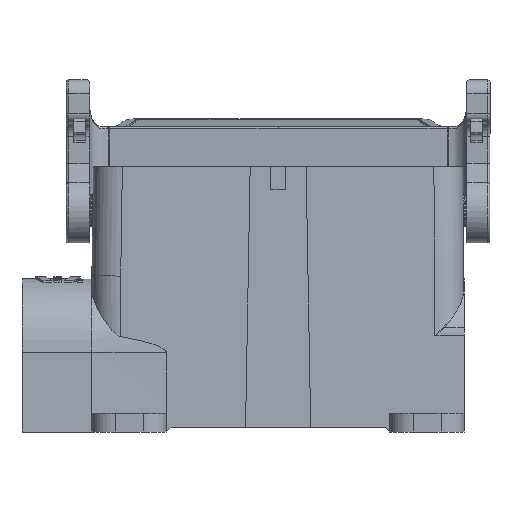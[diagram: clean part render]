
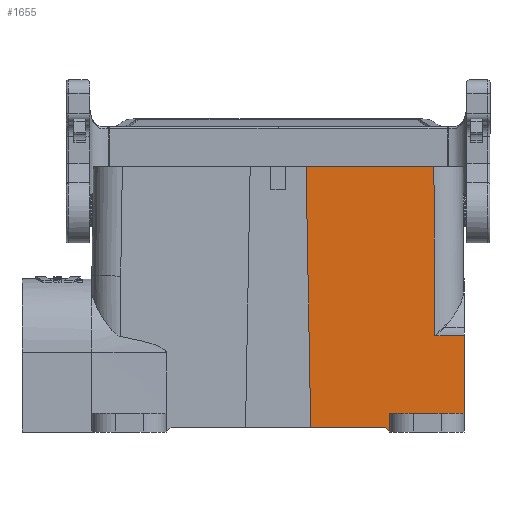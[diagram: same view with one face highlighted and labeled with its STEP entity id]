
A CAD part, front view. The second image highlights one B-rep face of the part: STEP entity #1655.
In plain terms, the highlighted planar face has unit normal (0, -1, 0.007).
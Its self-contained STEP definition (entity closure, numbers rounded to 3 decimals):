
#1008=FACE_OUTER_BOUND('',#2521,.T.);
#1655=ADVANCED_FACE('',(#1008),#2115,.T.);
#2115=PLANE('',#11818);
#2521=EDGE_LOOP('',(#3278,#3279,#3280,#3281,#3282,#3283,#3284,#3285,#3286));
#3278=ORIENTED_EDGE('',*,*,#6285,.F.);
#3279=ORIENTED_EDGE('',*,*,#6286,.T.);
#3280=ORIENTED_EDGE('',*,*,#6287,.T.);
#3281=ORIENTED_EDGE('',*,*,#6271,.T.);
#3282=ORIENTED_EDGE('',*,*,#6288,.F.);
#3283=ORIENTED_EDGE('',*,*,#6289,.T.);
#3284=ORIENTED_EDGE('',*,*,#6290,.T.);
#3285=ORIENTED_EDGE('',*,*,#6204,.F.);
#3286=ORIENTED_EDGE('',*,*,#6291,.T.);
#5447=VERTEX_POINT('',#16685);
#5448=VERTEX_POINT('',#16687);
#5497=VERTEX_POINT('',#16875);
#5499=VERTEX_POINT('',#16878);
#5509=VERTEX_POINT('',#16904);
#5510=VERTEX_POINT('',#16905);
#5511=VERTEX_POINT('',#16907);
#5512=VERTEX_POINT('',#16910);
#5513=VERTEX_POINT('',#16912);
#6204=EDGE_CURVE('',#5447,#5448,#9362,.T.);
#6271=EDGE_CURVE('',#5499,#5497,#9397,.T.);
#6285=EDGE_CURVE('',#5509,#5510,#9407,.T.);
#6286=EDGE_CURVE('',#5509,#5511,#9408,.T.);
#6287=EDGE_CURVE('',#5511,#5499,#9409,.T.);
#6288=EDGE_CURVE('',#5512,#5497,#9410,.T.);
#6289=EDGE_CURVE('',#5512,#5513,#9411,.T.);
#6290=EDGE_CURVE('',#5513,#5448,#9412,.T.);
#6291=EDGE_CURVE('',#5447,#5510,#9413,.T.);
#9362=LINE('',#16686,#10077);
#9397=LINE('',#16877,#10112);
#9407=LINE('',#16903,#10122);
#9408=LINE('',#16906,#10123);
#9409=LINE('',#16908,#10124);
#9410=LINE('',#16909,#10125);
#9411=LINE('',#16911,#10126);
#9412=LINE('',#16913,#10127);
#9413=LINE('',#16914,#10128);
#10077=VECTOR('',#12659,1.);
#10112=VECTOR('',#12758,1.);
#10122=VECTOR('',#12780,1.);
#10123=VECTOR('',#12781,1.);
#10124=VECTOR('',#12782,1.);
#10125=VECTOR('',#12783,1.);
#10126=VECTOR('',#12784,1.);
#10127=VECTOR('',#12785,1.);
#10128=VECTOR('',#12786,1.);
#11818=AXIS2_PLACEMENT_3D('',#16915,#12787,#12788);
#12659=DIRECTION('',(0.,-0.007,-1.));
#12758=DIRECTION('',(-1.,0.,0.));
#12780=DIRECTION('',(0.,-0.007,-1.));
#12781=DIRECTION('',(-1.,0.,0.));
#12782=DIRECTION('',(-0.006,0.007,1.));
#12783=DIRECTION('',(-0.018,0.007,1.));
#12784=DIRECTION('',(1.,0.,0.));
#12785=DIRECTION('',(0.707,-0.005,-0.707));
#12786=DIRECTION('',(1.,0.,0.));
#12787=DIRECTION('',(0.,-1.,0.007));
#12788=DIRECTION('',(0.,-0.007,-1.));
#16685=CARTESIAN_POINT('',(24.,-15.448,-44.));
#16686=CARTESIAN_POINT('',(24.,-15.475,-47.85));
#16687=CARTESIAN_POINT('',(24.,-15.475,-47.85));
#16875=CARTESIAN_POINT('',(6.,-15.075,9.15));
#16877=CARTESIAN_POINT('',(39.65,-15.075,9.15));
#16878=CARTESIAN_POINT('',(33.45,-15.075,9.15));
#16903=CARTESIAN_POINT('',(40.,-15.324,-26.349));
#16904=CARTESIAN_POINT('',(40.,-15.33,-27.134));
#16905=CARTESIAN_POINT('',(40.,-15.448,-44.));
#16906=CARTESIAN_POINT('',(40.,-15.33,-27.134));
#16907=CARTESIAN_POINT('',(33.673,-15.33,-27.134));
#16908=CARTESIAN_POINT('',(33.45,-15.075,9.112));
#16909=CARTESIAN_POINT('',(7.028,-15.479,-48.439));
#16910=CARTESIAN_POINT('',(7.,-15.468,-46.85));
#16911=CARTESIAN_POINT('',(40.,-15.468,-46.85));
#16912=CARTESIAN_POINT('',(23.,-15.468,-46.85));
#16913=CARTESIAN_POINT('',(22.907,-15.467,-46.757));
#16914=CARTESIAN_POINT('',(40.,-15.448,-44.));
#16915=CARTESIAN_POINT('',(40.,-15.475,-47.85));
